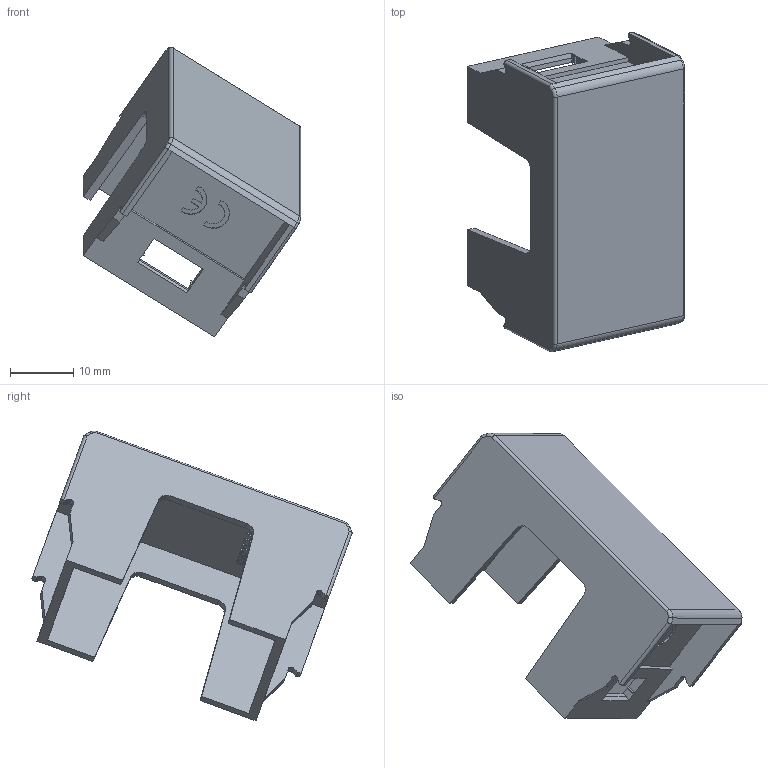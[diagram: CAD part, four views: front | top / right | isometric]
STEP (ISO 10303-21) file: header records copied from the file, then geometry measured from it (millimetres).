
FILE_DESCRIPTION(('CATIA V5 STEP Exchange'),'2;1');
FILE_NAME('45313.stp','2023-09-25T07:26:36+00:00',('none'),('none'),'CATIA Version 5-6 Release 2016 SP6','CATIA V5 STEP AP203','none');
FILE_SCHEMA(('CONFIG_CONTROL_DESIGN'));
Length unit declared in the file: millimetre
Products named in the file (1): 45313
Assembly tree (2 placements, depth 2):
  45313
    #57
    #16154
Bounding box: 34.27 x 50.49 x 45.73 mm (x, y, z)
Volume: 4466.3 mm3; surface area: 7434.2 mm2
Topology: 1 solids, 1 shells, 519 faces, 1406 edges, 932 vertices
Faces by surface type: plane 389, cylinder 68, extrusion 58, torus 4
Entity records: 16183 total; most frequent: CARTESIAN_POINT 3791, ORIENTED_EDGE 2808, DIRECTION 2001, EDGE_CURVE 1404, VECTOR 1210, LINE 1152, VERTEX_POINT 928, EDGE_LOOP 564
